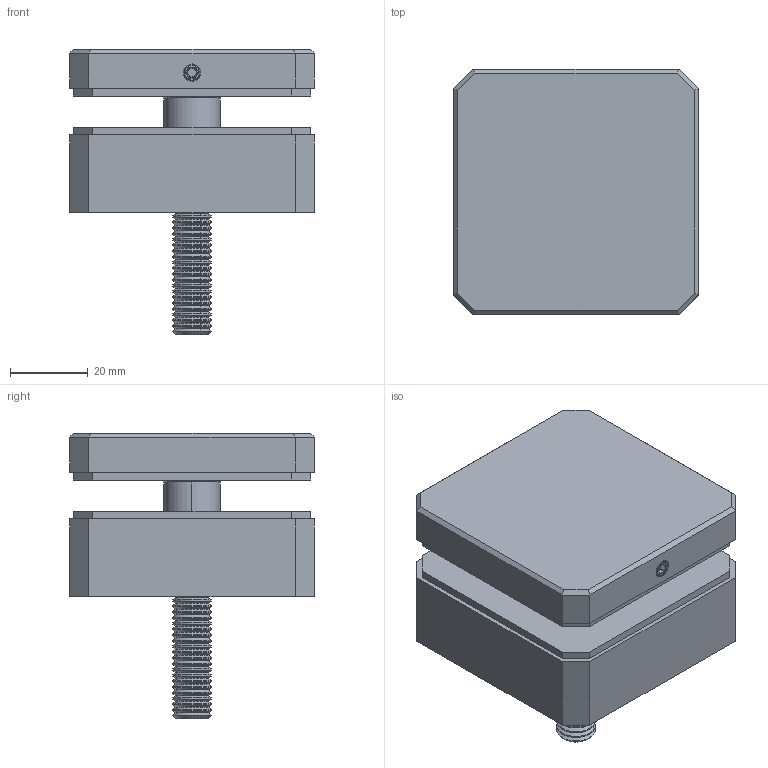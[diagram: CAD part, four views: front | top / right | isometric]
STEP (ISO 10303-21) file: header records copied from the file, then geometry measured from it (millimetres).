
FILE_DESCRIPTION (( 'STEP AP203' ), '1' );
FILE_NAME ('60198-240.STEP', '2020-11-03T11:52:21', ( '' ), ( '' ), 'SwSTEP 2.0', 'SolidWorks 2018', '' );
FILE_SCHEMA (( 'CONFIG_CONTROL_DESIGN' ));
Length unit declared in the file: millimetre
Products named in the file (18): socket countersunk head screw_din; 60198-240 Teil1; 60198-240 Teil1_60198-240 Teil1; 60198-240 Teil5_60198-240 Teil5; 60198-240 Teil5; socket set screw cone point_din; DIN914_DIN 914 M5x6 Keyshot; 60198-240 Teil3; 60198-240 Teil2; socket set screw cone point_din_DIN 914 - M5 x 6-S; 60198-240 Teil3_60198-240 Teil3; 60198-240; 60198-240 Teil4; socket countersunk head screw_din_DIN 7991 - M10 x 70 --- 70S; 60198-240 Teil4_60198-240 Teil4; 60198-240 Teil2_60198-240 Teil2; DIN914
Assembly tree (9 placements, depth 2):
  socket countersunk head screw_din
  60198-240 Teil1
  60198-240 Teil5
  socket set screw cone point_din
  60198-240 Teil3
Bounding box: 63 x 63 x 73.36 mm (x, y, z)
Volume: 89015.7 mm3; surface area: 59294.6 mm2
Topology: 8 solids, 8 shells, 764 faces, 1966 edges, 1256 vertices
Faces by surface type: plane 260, cone 220, cylinder 155, bspline 112, torus 11, sphere 6
Entity records: 41175 total; most frequent: CARTESIAN_POINT 21294, ORIENTED_EDGE 3918, DIRECTION 3648, EDGE_CURVE 1959, AXIS2_PLACEMENT_3D 1291, VERTEX_POINT 1252, LINE 1066, VECTOR 1066
